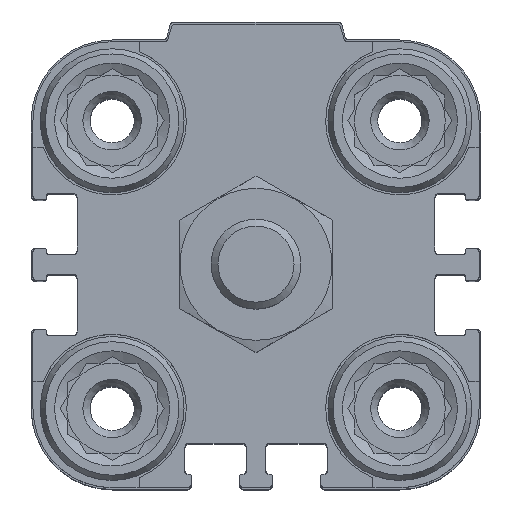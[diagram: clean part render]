
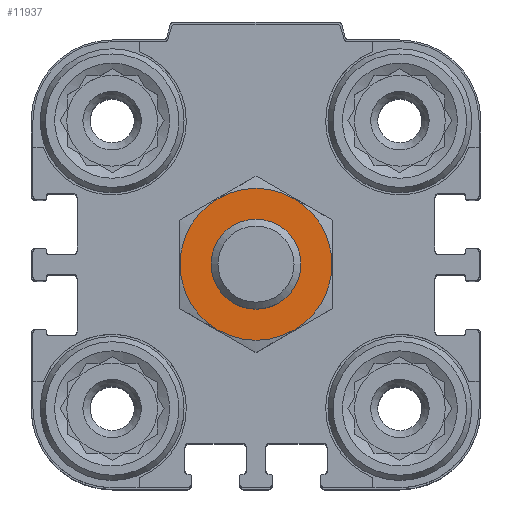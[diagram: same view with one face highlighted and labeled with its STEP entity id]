
A CAD part, top view. The second image highlights one B-rep face of the part: STEP entity #11937.
In plain terms, the highlighted face is planar.
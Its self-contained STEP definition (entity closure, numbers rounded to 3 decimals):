
#2581=PLANE('',#13066);
#6277=ORIENTED_EDGE('',*,*,#8032,.F.);
#6278=ORIENTED_EDGE('',*,*,#8033,.T.);
#8032=EDGE_CURVE('',#9202,#9202,#9654,.T.);
#8033=EDGE_CURVE('',#9203,#9203,#9655,.T.);
#9202=VERTEX_POINT('',#20340);
#9203=VERTEX_POINT('',#20342);
#9654=CIRCLE('',#13067,8.45);
#9655=CIRCLE('',#13068,5.);
#10421=EDGE_LOOP('',(#6277));
#10422=EDGE_LOOP('',(#6278));
#11217=FACE_BOUND('',#10421,.T.);
#11218=FACE_BOUND('',#10422,.T.);
#11937=ADVANCED_FACE('',(#11217,#11218),#2581,.F.);
#13066=AXIS2_PLACEMENT_3D('',#20338,#16250,#16251);
#13067=AXIS2_PLACEMENT_3D('',#20339,#16252,#16253);
#13068=AXIS2_PLACEMENT_3D('',#20341,#16254,#16255);
#16250=DIRECTION('',(0.,-1.,0.));
#16251=DIRECTION('',(0.,0.,-1.));
#16252=DIRECTION('',(0.,-1.,0.));
#16253=DIRECTION('',(0.,0.,-1.));
#16254=DIRECTION('',(0.,-1.,0.));
#16255=DIRECTION('',(0.,0.,-1.));
#20338=CARTESIAN_POINT('',(0.,0.,0.));
#20339=CARTESIAN_POINT('',(0.,0.,0.));
#20340=CARTESIAN_POINT('',(0.,0.,-8.45));
#20341=CARTESIAN_POINT('',(0.,0.,0.));
#20342=CARTESIAN_POINT('',(0.,0.,-5.));
